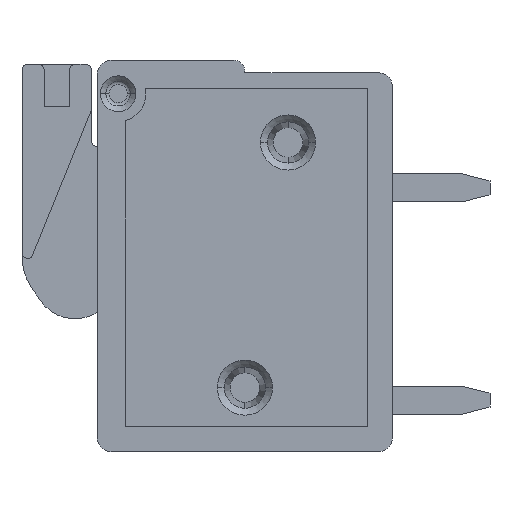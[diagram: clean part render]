
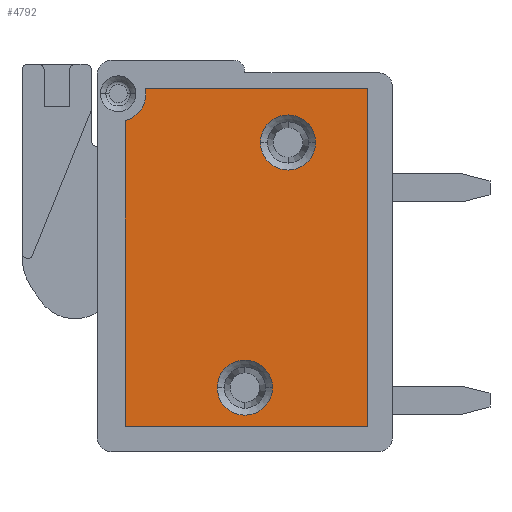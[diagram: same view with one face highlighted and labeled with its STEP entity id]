
A CAD part, left-side view. The second image highlights one B-rep face of the part: STEP entity #4792.
In plain terms, the highlighted face is planar.
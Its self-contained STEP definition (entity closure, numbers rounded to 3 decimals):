
#234 = CARTESIAN_POINT ( 'NONE',  ( -2.3, -4.98, 5.3 ) ) ;
#310 = DIRECTION ( 'NONE',  ( 0., 0., -1. ) ) ;
#358 = CARTESIAN_POINT ( 'NONE',  ( -0.9, -4.98, 1. ) ) ;
#363 = CARTESIAN_POINT ( 'NONE',  ( -2.3, -4.98, 6.29 ) ) ;
#848 = DIRECTION ( 'NONE',  ( 1., 0., 0. ) ) ;
#880 = CARTESIAN_POINT ( 'NONE',  ( -0.9, -4.98, 1. ) ) ;
#1009 = EDGE_CURVE ( 'NONE', #8917, #5346, #10442, .T. ) ;
#1032 = CIRCLE ( 'NONE', #2591, 0.99 ) ;
#1147 = ORIENTED_EDGE ( 'NONE', *, *, #1009, .T. ) ;
#1254 = CARTESIAN_POINT ( 'NONE',  ( 0., -4.98, 0. ) ) ;
#1272 = CARTESIAN_POINT ( 'NONE',  ( -0.9, -4.98, 9.7 ) ) ;
#1312 = EDGE_CURVE ( 'NONE', #10766, #2335, #3601, .T. ) ;
#1392 = VERTEX_POINT ( 'NONE', #2647 ) ;
#1864 = FACE_BOUND ( 'NONE', #6061, .T. ) ;
#1963 = EDGE_CURVE ( 'NONE', #2601, #5519, #5180, .T. ) ;
#2003 = AXIS2_PLACEMENT_3D ( 'NONE', #1254, #2291, #10509 ) ;
#2131 = DIRECTION ( 'NONE',  ( -1., 0., 0. ) ) ;
#2149 = DIRECTION ( 'NONE',  ( 1., 0., 0. ) ) ;
#2291 = DIRECTION ( 'NONE',  ( 0., -1., 0. ) ) ;
#2335 = VERTEX_POINT ( 'NONE', #2488 ) ;
#2411 = CARTESIAN_POINT ( 'NONE',  ( -13.05, -4.98, 9.7 ) ) ;
#2488 = CARTESIAN_POINT ( 'NONE',  ( -0.9, -4.98, 9.7 ) ) ;
#2501 = CARTESIAN_POINT ( 'NONE',  ( -2.3, -4.98, 5.3 ) ) ;
#2591 = AXIS2_PLACEMENT_3D ( 'NONE', #2501, #11015, #7321 ) ;
#2601 = VERTEX_POINT ( 'NONE', #4330 ) ;
#2647 = CARTESIAN_POINT ( 'NONE',  ( -13.05, -4.98, 9.7 ) ) ;
#2655 = ORIENTED_EDGE ( 'NONE', *, *, #7129, .T. ) ;
#3332 = VERTEX_POINT ( 'NONE', #363 ) ;
#3431 = VECTOR ( 'NONE', #848, 1000. ) ;
#3601 = LINE ( 'NONE', #880, #11997 ) ;
#3809 = DIRECTION ( 'NONE',  ( 0., -1., 0. ) ) ;
#3886 = DIRECTION ( 'NONE',  ( 0., -1., 0. ) ) ;
#4134 = DIRECTION ( 'NONE',  ( 0., 1., 0. ) ) ;
#4330 = CARTESIAN_POINT ( 'NONE',  ( -11.1, -4.98, 5.86 ) ) ;
#4482 = ORIENTED_EDGE ( 'NONE', *, *, #7277, .T. ) ;
#4539 = AXIS2_PLACEMENT_3D ( 'NONE', #9081, #4134, #10995 ) ;
#4692 = CIRCLE ( 'NONE', #8218, 0.99 ) ;
#4704 = DIRECTION ( 'NONE',  ( 0., 0., 1. ) ) ;
#4792 = ADVANCED_FACE ( 'NONE', ( #11196, #1864, #6565 ), #5594, .T. ) ;
#4835 = VECTOR ( 'NONE', #2131, 1000. ) ;
#4933 = LINE ( 'NONE', #1272, #4835 ) ;
#5180 = CIRCLE ( 'NONE', #9512, 0.99 ) ;
#5346 = VERTEX_POINT ( 'NONE', #7320 ) ;
#5414 = EDGE_LOOP ( 'NONE', ( #1147, #4482, #7343, #2655, #10439 ) ) ;
#5519 = VERTEX_POINT ( 'NONE', #9604 ) ;
#5594 = PLANE ( 'NONE',  #2003 ) ;
#5821 = AXIS2_PLACEMENT_3D ( 'NONE', #234, #9575, #2149 ) ;
#6061 = EDGE_LOOP ( 'NONE', ( #7422, #10863 ) ) ;
#6073 = LINE ( 'NONE', #2411, #6676 ) ;
#6565 = FACE_BOUND ( 'NONE', #11965, .T. ) ;
#6676 = VECTOR ( 'NONE', #310, 1000. ) ;
#6761 = EDGE_CURVE ( 'NONE', #3332, #8683, #10521, .T. ) ;
#7129 = EDGE_CURVE ( 'NONE', #2335, #1392, #4933, .T. ) ;
#7277 = EDGE_CURVE ( 'NONE', #5346, #10766, #9164, .T. ) ;
#7320 = CARTESIAN_POINT ( 'NONE',  ( -11.882, -4.98, 1. ) ) ;
#7321 = DIRECTION ( 'NONE',  ( 1., 0., 0. ) ) ;
#7343 = ORIENTED_EDGE ( 'NONE', *, *, #1312, .T. ) ;
#7422 = ORIENTED_EDGE ( 'NONE', *, *, #1963, .F. ) ;
#8218 = AXIS2_PLACEMENT_3D ( 'NONE', #10387, #3809, #8416 ) ;
#8416 = DIRECTION ( 'NONE',  ( 1., 0., 0. ) ) ;
#8683 = VERTEX_POINT ( 'NONE', #10034 ) ;
#8917 = VERTEX_POINT ( 'NONE', #9714 ) ;
#9081 = CARTESIAN_POINT ( 'NONE',  ( -12.85, -4.98, 0.75 ) ) ;
#9164 = LINE ( 'NONE', #11974, #3431 ) ;
#9459 = EDGE_CURVE ( 'NONE', #5519, #2601, #4692, .T. ) ;
#9480 = DIRECTION ( 'NONE',  ( 1., 0., 0. ) ) ;
#9512 = AXIS2_PLACEMENT_3D ( 'NONE', #11433, #3886, #9480 ) ;
#9575 = DIRECTION ( 'NONE',  ( 0., -1., 0. ) ) ;
#9604 = CARTESIAN_POINT ( 'NONE',  ( -11.1, -4.98, 7.84 ) ) ;
#9714 = CARTESIAN_POINT ( 'NONE',  ( -13.05, -4.98, 1.73 ) ) ;
#10034 = CARTESIAN_POINT ( 'NONE',  ( -2.3, -4.98, 4.31 ) ) ;
#10286 = EDGE_CURVE ( 'NONE', #8683, #3332, #1032, .T. ) ;
#10387 = CARTESIAN_POINT ( 'NONE',  ( -11.1, -4.98, 6.85 ) ) ;
#10439 = ORIENTED_EDGE ( 'NONE', *, *, #11409, .T. ) ;
#10442 = CIRCLE ( 'NONE', #4539, 1. ) ;
#10487 = ORIENTED_EDGE ( 'NONE', *, *, #6761, .F. ) ;
#10509 = DIRECTION ( 'NONE',  ( 1., 0., 0. ) ) ;
#10521 = CIRCLE ( 'NONE', #5821, 0.99 ) ;
#10766 = VERTEX_POINT ( 'NONE', #358 ) ;
#10863 = ORIENTED_EDGE ( 'NONE', *, *, #9459, .F. ) ;
#10995 = DIRECTION ( 'NONE',  ( -0.2, 0., 0.98 ) ) ;
#11015 = DIRECTION ( 'NONE',  ( 0., -1., 0. ) ) ;
#11196 = FACE_OUTER_BOUND ( 'NONE', #5414, .T. ) ;
#11409 = EDGE_CURVE ( 'NONE', #1392, #8917, #6073, .T. ) ;
#11433 = CARTESIAN_POINT ( 'NONE',  ( -11.1, -4.98, 6.85 ) ) ;
#11796 = ORIENTED_EDGE ( 'NONE', *, *, #10286, .F. ) ;
#11965 = EDGE_LOOP ( 'NONE', ( #11796, #10487 ) ) ;
#11974 = CARTESIAN_POINT ( 'NONE',  ( -11.882, -4.98, 1. ) ) ;
#11997 = VECTOR ( 'NONE', #4704, 1000. ) ;
